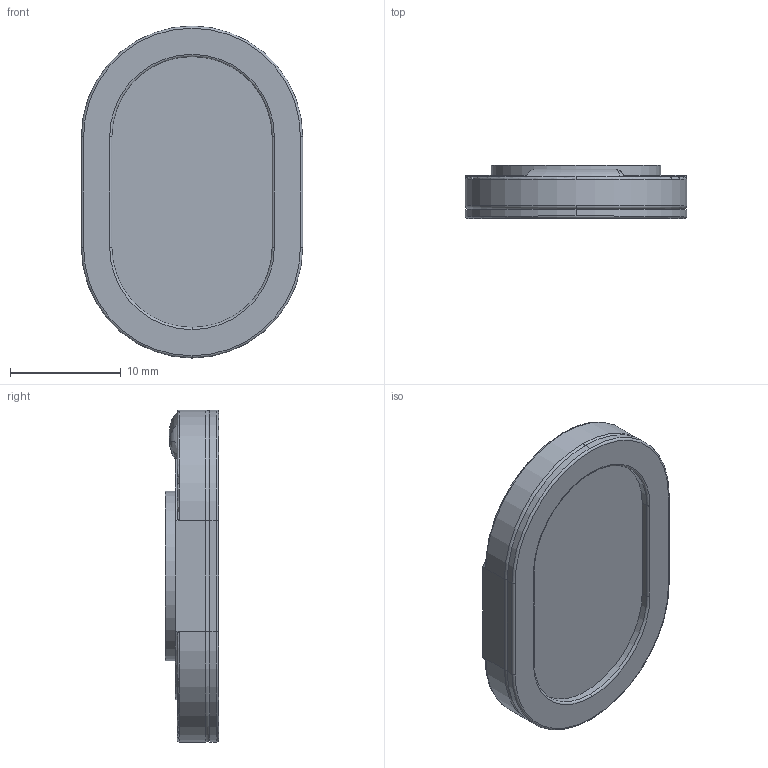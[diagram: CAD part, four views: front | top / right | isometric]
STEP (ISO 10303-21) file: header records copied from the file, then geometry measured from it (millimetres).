
FILE_DESCRIPTION(('HOOPS Exchange Step'),'2;1');
FILE_NAME('12bedca54b7e139294d22cdf4555917520200807-3991-epfzlp.SLDPRT.step','2020-08-07T11:49:37+00:00',('converter2'),('Unknown organisation'),'HOOPS Exchange 2019.2','HOOPS Exchange','Unknown authorisation');
FILE_SCHEMA( ('AUTOMOTIVE_DESIGN { 1 0 10303 214 1 1 1 1 }') );
Length unit declared in the file: millimetre
Products named in the file (2): Default; 12bedca54b7e139294d22cdf4555917520200807-3991-epfzlp
Assembly tree (1 placements, depth 2):
  12bedca54b7e139294d22cdf4555917520200807-3991-epfzlp
    Default
Bounding box: 20 x 4.8 x 30 mm (x, y, z)
Volume: 1778.5 mm3; surface area: 1514.7 mm2
Topology: 1 solids, 1 shells, 56 faces, 132 edges, 82 vertices
Faces by surface type: cylinder 23, plane 16, torus 15, bspline 2
Full cylindrical faces by diameter (mm): 13.9 x1, 15.3 x1
Entity records: 2053 total; most frequent: CARTESIAN_POINT 666, DIRECTION 310, ORIENTED_EDGE 264, AXIS2_PLACEMENT_3D 133, EDGE_CURVE 132, VERTEX_POINT 82, CIRCLE 76, EDGE_LOOP 60
